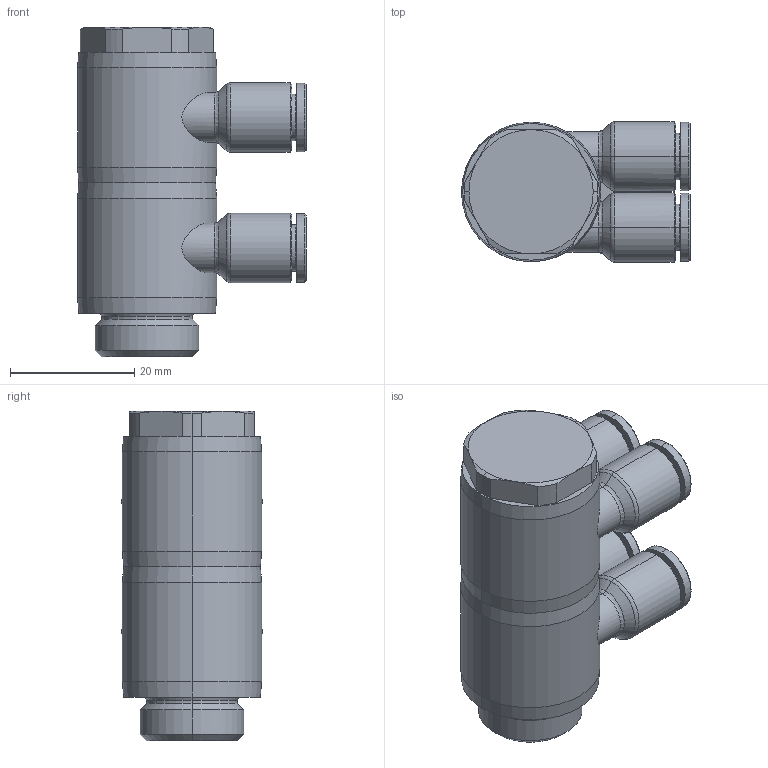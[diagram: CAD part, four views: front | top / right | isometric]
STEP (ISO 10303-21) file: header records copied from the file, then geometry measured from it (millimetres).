
FILE_DESCRIPTION((''),'2;1');
FILE_NAME('GPA_06G03(2)(3D).stp','2012-12-20T10:45:11',(''),(''),'Mechanical Desktop.R8.0.24.0','Mechanical Desktop.R8.0.24.0',', , ');
FILE_SCHEMA(('CONFIG_CONTROL_DESIGN'));
Length unit declared in the file: millimetre
Products named in the file (2): GPA_06G03(2)(3D); 睡ヶ1
Assembly tree (1 placements, depth 2):
  GPA_06G03(2)(3D)
    睡ヶ1
Bounding box: 36.85 x 22.6 x 53 mm (x, y, z)
Volume: 18156.1 mm3; surface area: 14740.1 mm2
Topology: 1 solids, 1 shells, 1010 faces, 2752 edges, 1799 vertices
Faces by surface type: plane 690, bspline 116, cylinder 112, cone 80, torus 12
Entity records: 33645 total; most frequent: CARTESIAN_POINT 8111, ORIENTED_EDGE 5500, DIRECTION 5020, EDGE_CURVE 2750, VECTOR 2156, LINE 2156, VERTEX_POINT 1799, AXIS2_PLACEMENT_3D 1432
